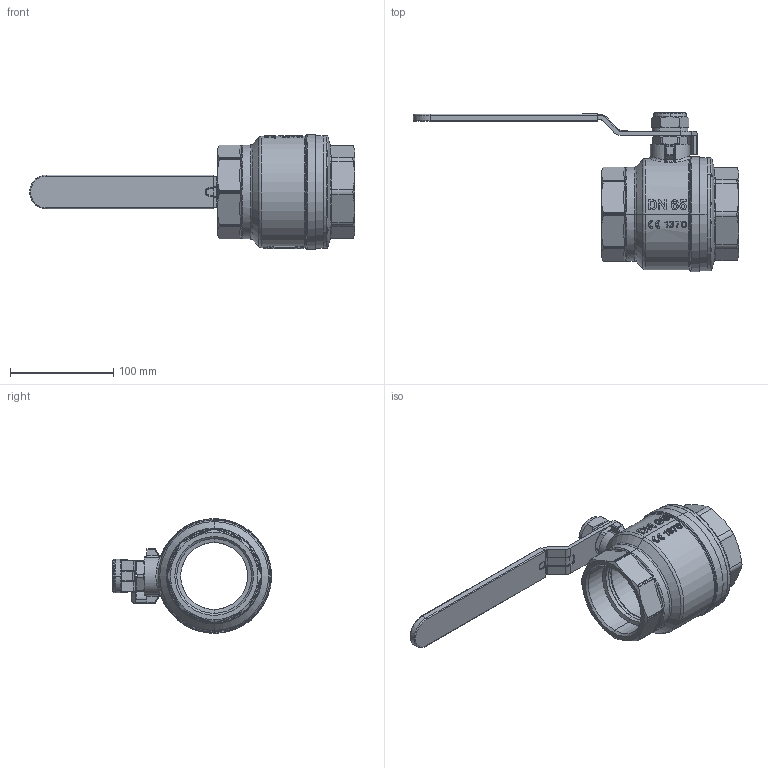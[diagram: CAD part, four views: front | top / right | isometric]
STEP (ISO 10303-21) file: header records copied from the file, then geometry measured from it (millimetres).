
FILE_DESCRIPTION (( 'STEP AP203' ), '1' );
FILE_NAME ('0811N410-surface.step', '2013-03-27T07:23:26', ( ' ' ), ( '' ), 'SwSTEP 2.0', 'SolidWorks 2011', '' );
FILE_SCHEMA (( 'CONFIG_CONTROL_DESIGN' ));
Length unit declared in the file: millimetre
Products named in the file (1): 0811N410-surface
Bounding box: 315.52 x 154.51 x 111.5 mm (x, y, z)
Surface area: 124741.5 mm2 (no closed solid volume)
Topology: 0 solids, 13 shells, 730 faces, 2328 edges, 1515 vertices
Faces by surface type: plane 343, cylinder 196, torus 65, bspline 61, cone 56, sphere 9
Entity records: 29763 total; most frequent: CARTESIAN_POINT 11560, ORIENTED_EDGE 4025, DIRECTION 3416, EDGE_CURVE 2324, VERTEX_POINT 1515, AXIS2_PLACEMENT_3D 1287, VECTOR 842, LINE 842
